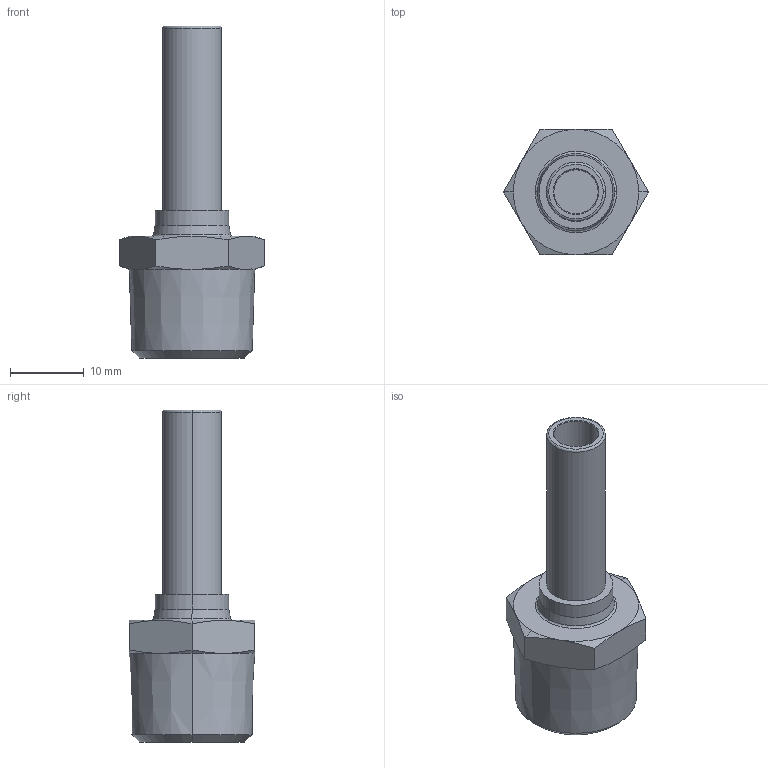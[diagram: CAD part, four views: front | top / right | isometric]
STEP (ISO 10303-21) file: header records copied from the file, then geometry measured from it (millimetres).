
FILE_DESCRIPTION((''),'2;1');
FILE_NAME('GPCJ_0803(3D).stp','2012-12-20T14:27:06',(''),(''),'Mechanical Desktop.R8.0.24.0','Mechanical Desktop.R8.0.24.0',', , ');
FILE_SCHEMA(('CONFIG_CONTROL_DESIGN'));
Length unit declared in the file: millimetre
Products named in the file (2): GPCJ_0803(3D); 睡ヶ1
Assembly tree (1 placements, depth 2):
  GPCJ_0803(3D)
    睡ヶ1
Bounding box: 19.63 x 17 x 45 mm (x, y, z)
Volume: 3483.7 mm3; surface area: 2888.4 mm2
Topology: 1 solids, 1 shells, 51 faces, 106 edges, 59 vertices
Faces by surface type: cone 28, plane 11, cylinder 8, torus 2, bspline 2
Entity records: 1485 total; most frequent: CARTESIAN_POINT 352, DIRECTION 232, ORIENTED_EDGE 208, EDGE_CURVE 104, AXIS2_PLACEMENT_3D 101, VERTEX_POINT 59, EDGE_LOOP 55, FACE_OUTER_BOUND 51
